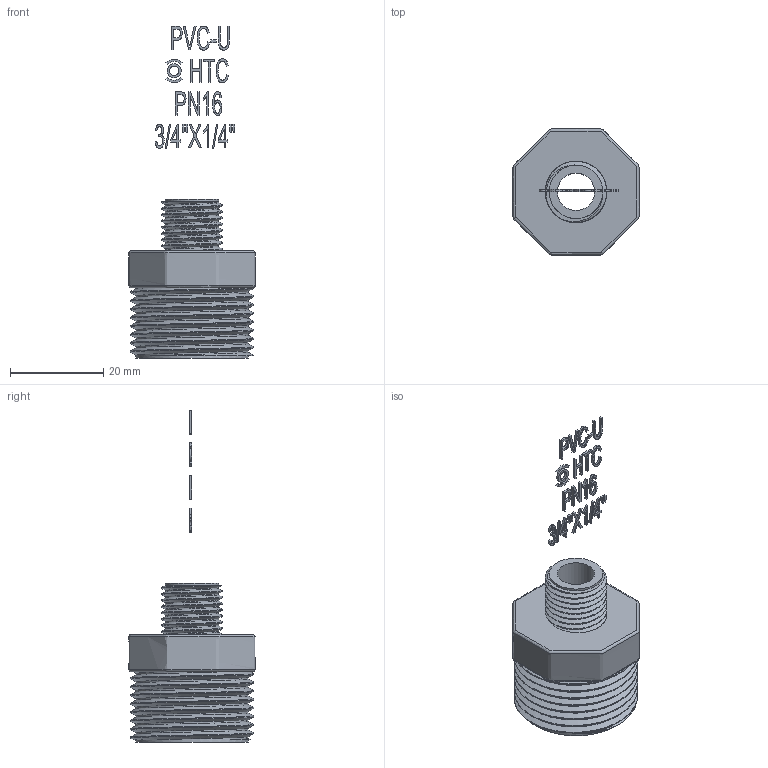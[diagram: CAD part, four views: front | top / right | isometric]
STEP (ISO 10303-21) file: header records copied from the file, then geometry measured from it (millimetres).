
FILE_DESCRIPTION(/* description */ (''),/* implementation_level */ '2;1');
FILE_NAME(/* name */ '3414.stp',/* time_stamp */ '2026-02-11T15:39:19+08:00',/* author */ (''),/* organization */ (''),/* preprocessor_version */ 'ST-DEVELOPER v16',/* originating_system */ 'SIEMENS PLM Software NX 10.0',/* authorisation */ '');
FILE_SCHEMA (('AUTOMOTIVE_DESIGN { 1 0 10303 214 3 1 1 1 }'));
Length unit declared in the file: millimetre
Products named in the file (1): gelv2AA8464Ea5zz
Bounding box: 27.01 x 27.04 x 71.09 mm (x, y, z)
Volume: 7943 mm3; surface area: 6375.9 mm2
Topology: 27 solids, 27 shells, 328 faces, 814 edges, 542 vertices
Faces by surface type: plane 205, extrusion 88, cylinder 28, bspline 7
Full cylindrical faces by diameter (mm): 2 x1, 3 x1, 8 x1, 11.445 x8, 18 x1, 24.117 x8
Entity records: 14399 total; most frequent: CARTESIAN_POINT 7817, ORIENTED_EDGE 1508, DIRECTION 829, EDGE_CURVE 754, B_SPLINE_CURVE_WITH_KNOTS 566, VERTEX_POINT 506, EDGE_LOOP 336, VECTOR 333
